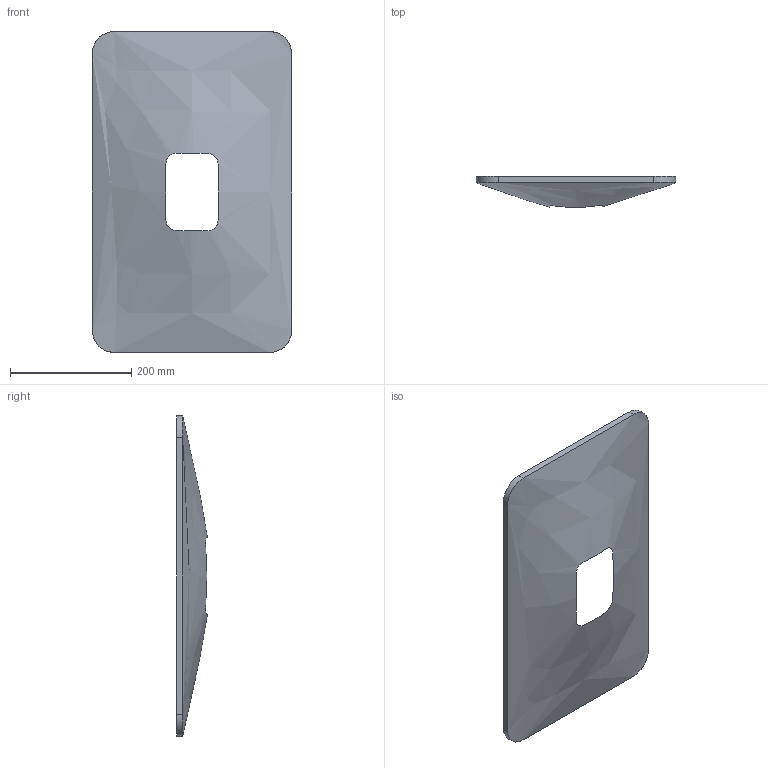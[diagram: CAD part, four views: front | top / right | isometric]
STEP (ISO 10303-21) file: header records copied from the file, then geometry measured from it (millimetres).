
FILE_DESCRIPTION (( 'STEP AP214' ), '1' );
FILE_NAME ('Straigten curve.STEP', '2017-09-19T08:27:36', ( 'laurent' ), ( '' ), 'SwSTEP 2.0', 'SolidWorks 2016', '' );
FILE_SCHEMA (( 'AUTOMOTIVE_DESIGN' ));
Length unit declared in the file: millimetre
Products named in the file (1): Straigten curve
Bounding box: 328.63 x 50.89 x 528.63 mm (x, y, z)
Surface area: 182948.3 mm2 (no closed solid volume)
Topology: 0 solids, 1 shells, 9 faces, 32 edges, 24 vertices
Faces by surface type: bspline 5, plane 4
Entity records: 935 total; most frequent: CARTESIAN_POINT 703, ORIENTED_EDGE 48, EDGE_CURVE 32, VERTEX_POINT 24, DIRECTION 22, B_SPLINE_CURVE_WITH_KNOTS 16, LINE 12, VECTOR 12
